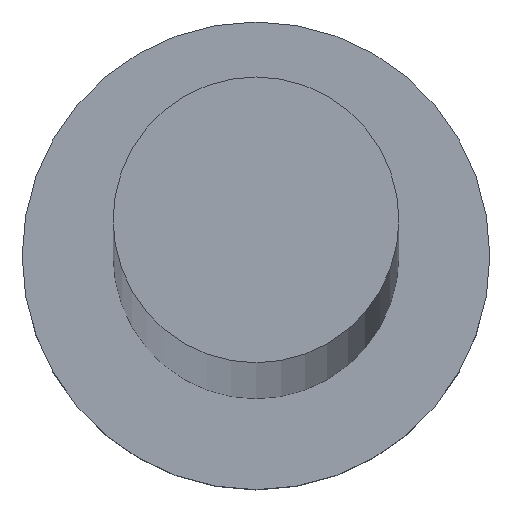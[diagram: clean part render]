
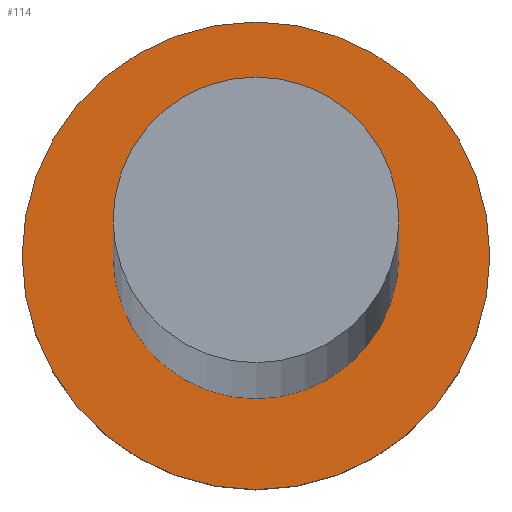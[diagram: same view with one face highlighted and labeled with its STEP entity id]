
A CAD part, top view. The second image highlights one B-rep face of the part: STEP entity #114.
In plain terms, the highlighted planar face has unit normal (0, 0, 1).
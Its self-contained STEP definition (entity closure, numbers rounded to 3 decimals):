
#12 = DIRECTION ( 'NONE',  ( 0., 0., 1. ) ) ;
#14 = CARTESIAN_POINT ( 'NONE',  ( 0., 0., 6.5 ) ) ;
#22 = VERTEX_POINT ( 'NONE', #221 ) ;
#25 = CIRCLE ( 'NONE', #56, 9. ) ;
#34 = DIRECTION ( 'NONE',  ( 0., 0., 1. ) ) ;
#44 = VERTEX_POINT ( 'NONE', #45 ) ;
#45 = CARTESIAN_POINT ( 'NONE',  ( 5.5, 0., 6.5 ) ) ;
#50 = DIRECTION ( 'NONE',  ( 0., 0., 1. ) ) ;
#52 = CARTESIAN_POINT ( 'NONE',  ( 0., 0., 6.5 ) ) ;
#56 = AXIS2_PLACEMENT_3D ( 'NONE', #14, #50, #230 ) ;
#64 = VERTEX_POINT ( 'NONE', #72 ) ;
#67 = CIRCLE ( 'NONE', #112, 5.5 ) ;
#72 = CARTESIAN_POINT ( 'NONE',  ( -5.5, 0., 6.5 ) ) ;
#74 = EDGE_CURVE ( 'NONE', #22, #102, #234, .T. ) ;
#76 = PLANE ( 'NONE',  #121 ) ;
#85 = ORIENTED_EDGE ( 'NONE', *, *, #186, .F. ) ;
#94 = CARTESIAN_POINT ( 'NONE',  ( 9., 0., 6.5 ) ) ;
#95 = AXIS2_PLACEMENT_3D ( 'NONE', #52, #34, #133 ) ;
#96 = DIRECTION ( 'NONE',  ( 1., 0., 0. ) ) ;
#102 = VERTEX_POINT ( 'NONE', #94 ) ;
#107 = ORIENTED_EDGE ( 'NONE', *, *, #146, .T. ) ;
#111 = DIRECTION ( 'NONE',  ( 1., 0., 0. ) ) ;
#112 = AXIS2_PLACEMENT_3D ( 'NONE', #151, #251, #111 ) ;
#114 = ADVANCED_FACE ( 'NONE', ( #115, #210 ), #76, .T. ) ;
#115 = FACE_BOUND ( 'NONE', #158, .T. ) ;
#121 = AXIS2_PLACEMENT_3D ( 'NONE', #165, #249, #96 ) ;
#133 = DIRECTION ( 'NONE',  ( 1., 0., 0. ) ) ;
#138 = EDGE_CURVE ( 'NONE', #44, #64, #184, .T. ) ;
#146 = EDGE_CURVE ( 'NONE', #102, #22, #25, .T. ) ;
#151 = CARTESIAN_POINT ( 'NONE',  ( 0., 0., 6.5 ) ) ;
#153 = AXIS2_PLACEMENT_3D ( 'NONE', #208, #12, #228 ) ;
#157 = EDGE_LOOP ( 'NONE', ( #199, #107 ) ) ;
#158 = EDGE_LOOP ( 'NONE', ( #85, #162 ) ) ;
#162 = ORIENTED_EDGE ( 'NONE', *, *, #138, .F. ) ;
#165 = CARTESIAN_POINT ( 'NONE',  ( 0., 0., 6.5 ) ) ;
#184 = CIRCLE ( 'NONE', #153, 5.5 ) ;
#186 = EDGE_CURVE ( 'NONE', #64, #44, #67, .T. ) ;
#199 = ORIENTED_EDGE ( 'NONE', *, *, #74, .T. ) ;
#208 = CARTESIAN_POINT ( 'NONE',  ( 0., 0., 6.5 ) ) ;
#210 = FACE_OUTER_BOUND ( 'NONE', #157, .T. ) ;
#221 = CARTESIAN_POINT ( 'NONE',  ( -9., 0., 6.5 ) ) ;
#228 = DIRECTION ( 'NONE',  ( 1., 0., 0. ) ) ;
#230 = DIRECTION ( 'NONE',  ( 1., 0., 0. ) ) ;
#234 = CIRCLE ( 'NONE', #95, 9. ) ;
#249 = DIRECTION ( 'NONE',  ( 0., 0., 1. ) ) ;
#251 = DIRECTION ( 'NONE',  ( 0., 0., 1. ) ) ;
